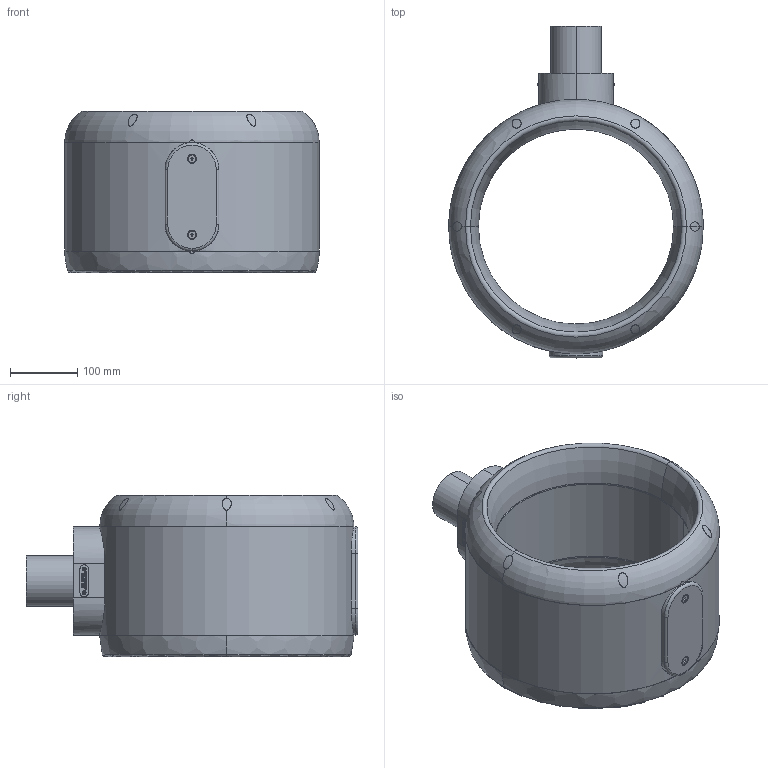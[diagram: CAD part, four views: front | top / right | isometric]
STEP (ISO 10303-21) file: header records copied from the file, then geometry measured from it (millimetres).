
FILE_DESCRIPTION (( 'STEP AP214' ), '1' );
FILE_NAME ('P-290-030-rev-A.STEP', '2025-04-16T12:31:04', ( '' ), ( '' ), 'SwSTEP 2.0', 'SolidWorks 2024', '' );
FILE_SCHEMA (( 'AUTOMOTIVE_DESIGN' ));
Length unit declared in the file: millimetre
Products named in the file (1): P-290-030-rev-A
Bounding box: 378 x 493 x 240.23 mm (x, y, z)
Volume: 10942036.1 mm3; surface area: 586058.2 mm2
Topology: 1 solids, 11 shells, 729 faces, 1829 edges, 1183 vertices
Faces by surface type: plane 430, bspline 129, cylinder 71, torus 55, cone 36, sphere 8
Entity records: 26142 total; most frequent: CARTESIAN_POINT 10085, ORIENTED_EDGE 3642, DIRECTION 2679, EDGE_CURVE 1821, VERTEX_POINT 1183, AXIS2_PLACEMENT_3D 897, VECTOR 885, LINE 885
